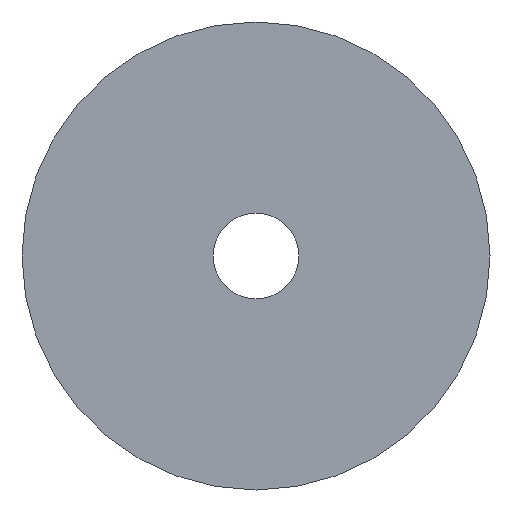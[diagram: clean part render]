
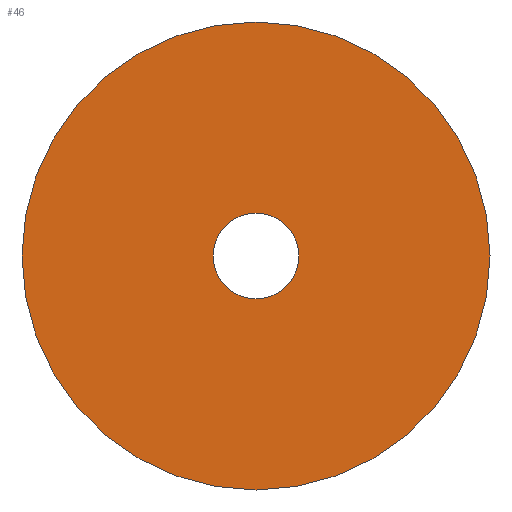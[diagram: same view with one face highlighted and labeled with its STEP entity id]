
A CAD part, front view. The second image highlights one B-rep face of the part: STEP entity #46.
In plain terms, the highlighted planar face has unit normal (0, -1, 0).
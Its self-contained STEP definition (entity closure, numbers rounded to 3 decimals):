
#1 = ORIENTED_EDGE ( 'NONE', *, *, #205, .F. ) ;
#42 = CIRCLE ( 'NONE', #181, 2.75 ) ;
#46 = ADVANCED_FACE ( 'NONE', ( #192, #191 ), #74, .F. ) ;
#56 = VERTEX_POINT ( 'NONE', #97 ) ;
#58 = VERTEX_POINT ( 'NONE', #98 ) ;
#61 = ORIENTED_EDGE ( 'NONE', *, *, #152, .F. ) ;
#74 = PLANE ( 'NONE',  #175 ) ;
#75 = CARTESIAN_POINT ( 'NONE',  ( 0., 0., 0. ) ) ;
#76 = DIRECTION ( 'NONE',  ( 0., 1., 0. ) ) ;
#77 = DIRECTION ( 'NONE',  ( 0., 0., 1. ) ) ;
#97 = CARTESIAN_POINT ( 'NONE',  ( 0., 0., 15. ) ) ;
#98 = CARTESIAN_POINT ( 'NONE',  ( 0., 0., -15. ) ) ;
#103 = VERTEX_POINT ( 'NONE', #115 ) ;
#104 = VERTEX_POINT ( 'NONE', #116 ) ;
#108 = EDGE_LOOP ( 'NONE', ( #199, #200 ) ) ;
#109 = EDGE_LOOP ( 'NONE', ( #1, #61 ) ) ;
#115 = CARTESIAN_POINT ( 'NONE',  ( 0., 0., 2.75 ) ) ;
#116 = CARTESIAN_POINT ( 'NONE',  ( 0., 0., -2.75 ) ) ;
#118 = CARTESIAN_POINT ( 'NONE',  ( 0., 0., 0. ) ) ;
#119 = DIRECTION ( 'NONE',  ( 0., 1., 0. ) ) ;
#120 = DIRECTION ( 'NONE',  ( 0., 0., 1. ) ) ;
#121 = CARTESIAN_POINT ( 'NONE',  ( 0., 0., 0. ) ) ;
#125 = DIRECTION ( 'NONE',  ( 0., 1., 0. ) ) ;
#126 = DIRECTION ( 'NONE',  ( 0., 0., 1. ) ) ;
#139 = CARTESIAN_POINT ( 'NONE',  ( 0., 0., 0. ) ) ;
#140 = DIRECTION ( 'NONE',  ( 0., 1., 0. ) ) ;
#141 = DIRECTION ( 'NONE',  ( 0., 0., 1. ) ) ;
#145 = CARTESIAN_POINT ( 'NONE',  ( 0., 0., 0. ) ) ;
#146 = DIRECTION ( 'NONE',  ( 0., 1., 0. ) ) ;
#147 = DIRECTION ( 'NONE',  ( 0., 0., 1. ) ) ;
#150 = EDGE_CURVE ( 'NONE', #103, #104, #42, .T. ) ;
#152 = EDGE_CURVE ( 'NONE', #56, #58, #217, .T. ) ;
#158 = AXIS2_PLACEMENT_3D ( 'NONE', #121, #125, #126 ) ;
#162 = AXIS2_PLACEMENT_3D ( 'NONE', #145, #146, #147 ) ;
#163 = AXIS2_PLACEMENT_3D ( 'NONE', #139, #140, #141 ) ;
#175 = AXIS2_PLACEMENT_3D ( 'NONE', #75, #76, #77 ) ;
#181 = AXIS2_PLACEMENT_3D ( 'NONE', #118, #119, #120 ) ;
#191 = FACE_BOUND ( 'NONE', #108, .T. ) ;
#192 = FACE_OUTER_BOUND ( 'NONE', #109, .T. ) ;
#199 = ORIENTED_EDGE ( 'NONE', *, *, #207, .T. ) ;
#200 = ORIENTED_EDGE ( 'NONE', *, *, #150, .T. ) ;
#205 = EDGE_CURVE ( 'NONE', #58, #56, #220, .T. ) ;
#207 = EDGE_CURVE ( 'NONE', #104, #103, #219, .T. ) ;
#217 = CIRCLE ( 'NONE', #158, 15. ) ;
#219 = CIRCLE ( 'NONE', #162, 2.75 ) ;
#220 = CIRCLE ( 'NONE', #163, 15. ) ;
